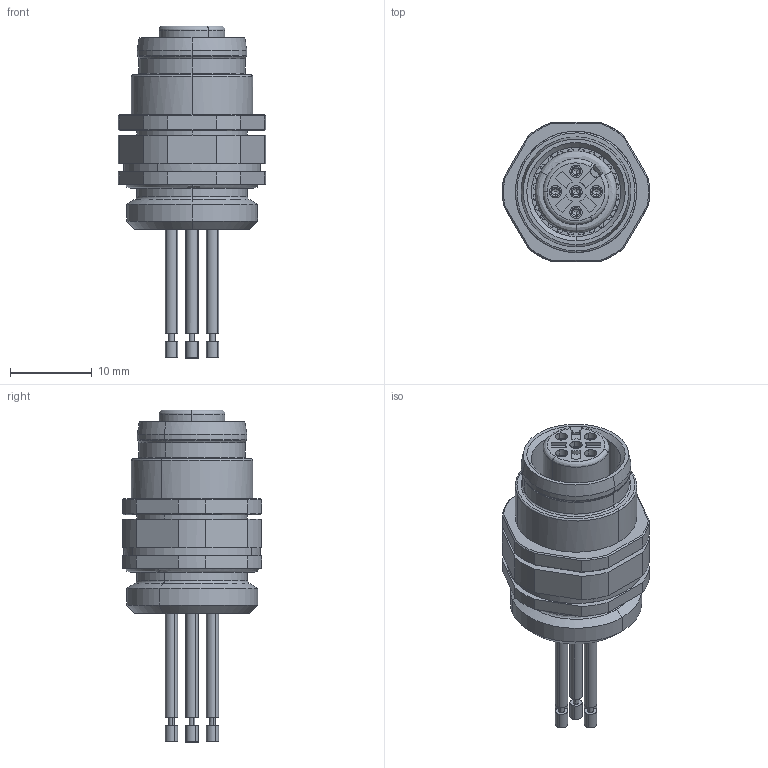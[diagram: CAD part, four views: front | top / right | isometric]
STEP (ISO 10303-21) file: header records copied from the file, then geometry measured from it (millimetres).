
FILE_DESCRIPTION(('CATIA V5 STEP Exchange','CAx-IF Rec.Pracs.--- Model Styling and Organization---1.5--- 2016-08-15','CAx-IF Rec.Pracs.---Supplemental Geometry---1.0---2011-11-01','CAx-IF Rec.Pracs.--- Composite Materials ---1.1---2010-07-15'),'2;1');
FILE_NAME ('023955-3_2', '2025-03-27T09:10:01+00:00', ('none'), ('Weidmueller'), 'CATIA Version 5-6 Release 2022 SP4 HF5', 'CATIA V5 STEP AP214 v3', 'none');
FILE_SCHEMA(('AUTOMOTIVE_DESIGN { 1 0 10303 214 1 1 1 1 }'));
Length unit declared in the file: millimetre
Products named in the file (1): 1856110000
Bounding box: 17.97 x 17 x 40.5 mm (x, y, z)
Volume: 3352.7 mm3; surface area: 4959 mm2
Topology: 1 solids, 15 shells, 799 faces, 2127 edges, 1340 vertices
Faces by surface type: bspline 578, plane 218, cylinder 3
Entity records: 27827 total; most frequent: CARTESIAN_POINT 14726, ORIENTED_EDGE 4224, EDGE_CURVE 2112, VERTEX_POINT 1340, EDGE_LOOP 856, ADVANCED_FACE 799, FACE_OUTER_BOUND 799, B_SPLINE_CURVE_WITH_KNOTS 697
